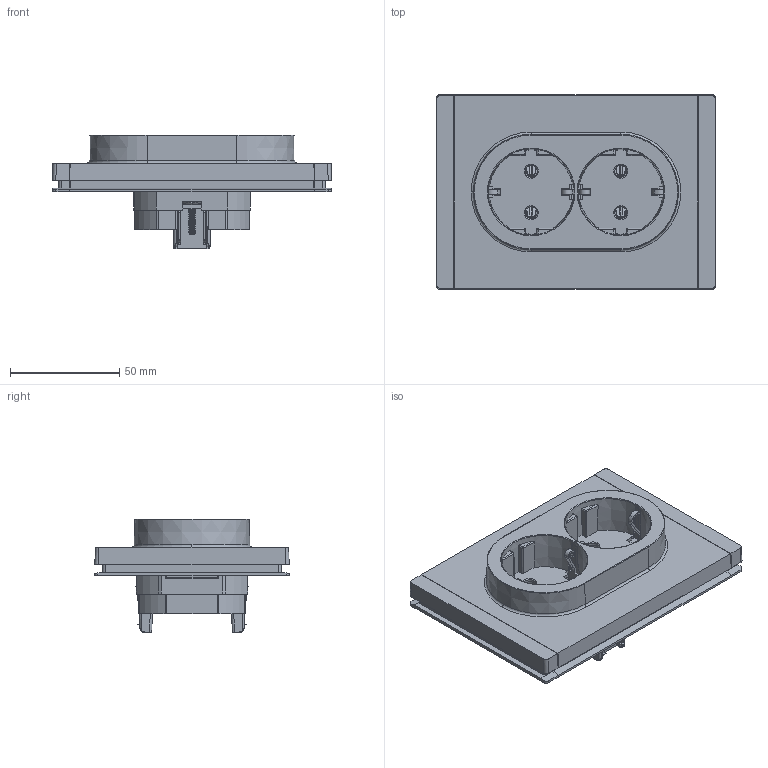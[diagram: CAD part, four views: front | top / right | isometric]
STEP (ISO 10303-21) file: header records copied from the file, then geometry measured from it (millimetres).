
FILE_DESCRIPTION (( 'STEP AP214' ), '1' );
FILE_NAME ('ðîçåòêà äâîéíàÿ 16 À new.STEP', '2025-03-13T09:26:17', ( '' ), ( '' ), 'SwSTEP 2.0', 'SolidWorks 2022', '' );
FILE_SCHEMA (( 'AUTOMOTIVE_DESIGN' ));
Length unit declared in the file: millimetre
Products named in the file (1): розетка двойная 16 А new
Bounding box: 127.46 x 89 x 51.85 mm (x, y, z)
Volume: 191541 mm3; surface area: 62473.7 mm2
Topology: 1 solids, 96 shells, 2821 faces, 7559 edges, 4929 vertices
Faces by surface type: plane 1785, cylinder 744, bspline 197, cone 38, torus 33, sphere 24
Entity records: 103327 total; most frequent: CARTESIAN_POINT 36950, ORIENTED_EDGE 15102, DIRECTION 11961, EDGE_CURVE 7551, LINE 4949, VECTOR 4949, VERTEX_POINT 4929, AXIS2_PLACEMENT_3D 3506
